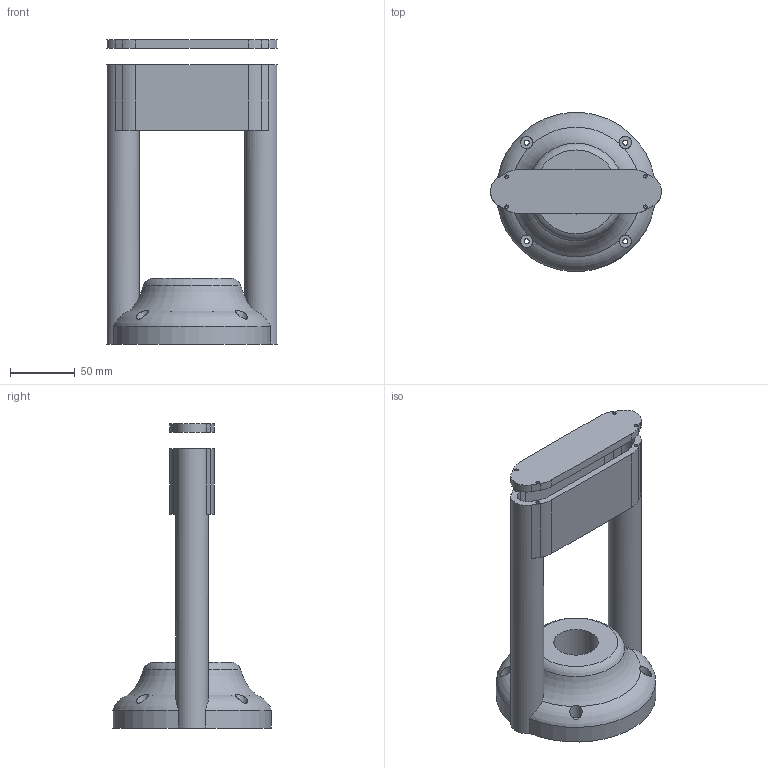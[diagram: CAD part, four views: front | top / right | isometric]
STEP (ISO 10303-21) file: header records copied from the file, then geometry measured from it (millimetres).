
FILE_DESCRIPTION(/* description */ ('STEP AP242','CAx-IF Rec.Pracs.---Representation and Presentation of Product Manufacturing Information (PMI)---4.0---2014-10-13','CAx-IF Rec.Pracs.---3D Tessellated Geometry---0.4---2014-09-14','2;1'),/* implementation_level */ '2;1');
FILE_NAME(/* name */ '682112a8aa2cdf3d6eeb4672',/* time_stamp */ '2025-05-11T21:12:08Z',/* author */ (''),/* organization */ (''),/* preprocessor_version */ 'ST-DEVELOPER v20',/* originating_system */ 'ONSHAPE BY PTC INC, 1.197',/* authorisation */ ' ');
FILE_SCHEMA (('AP242_MANAGED_MODEL_BASED_3D_ENGINEERING_MIM_LF { 1 0 10303 442 1 1 4 }'));
Length unit declared in the file: metre
Products named in the file (2): Flange; Servo Chamber Lid
Bounding box: 132.01 x 122.77 x 234.95 mm (x, y, z)
Volume: 623360.4 mm3; surface area: 106011.9 mm2
Topology: 2 solids, 2 shells, 86 faces, 250 edges, 167 vertices
Faces by surface type: cylinder 41, plane 37, torus 4, cone 4
Full cylindrical faces by diameter (mm): 2.705 x12, 4.039 x4, 9.525 x4, 25.4 x2, 34.29 x1
Entity records: 2790 total; most frequent: CARTESIAN_POINT 578, DIRECTION 452, ORIENTED_EDGE 404, EDGE_CURVE 202, AXIS2_PLACEMENT_3D 176, VERTEX_POINT 152, FACE_BOUND 150, EDGE_LOOP 146
